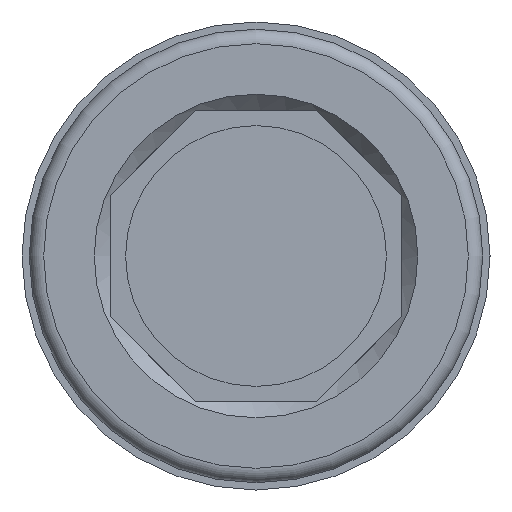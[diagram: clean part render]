
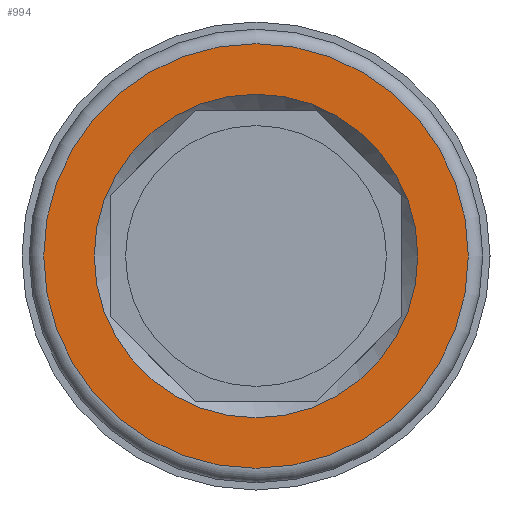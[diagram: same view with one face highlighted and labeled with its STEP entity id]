
A CAD part, left-side view. The second image highlights one B-rep face of the part: STEP entity #994.
In plain terms, the highlighted planar face has unit normal (-1, 0, 0).
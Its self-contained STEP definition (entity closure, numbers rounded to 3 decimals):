
#175=FACE_BOUND('',#397,.T.);
#293=FACE_OUTER_BOUND('',#396,.T.);
#396=EDGE_LOOP('',(#894));
#397=EDGE_LOOP('',(#895));
#451=CIRCLE('',#1109,5.6);
#455=CIRCLE('',#1122,7.35);
#537=VERTEX_POINT('',#1723);
#541=VERTEX_POINT('',#1743);
#652=EDGE_CURVE('',#537,#537,#451,.T.);
#659=EDGE_CURVE('',#541,#541,#455,.T.);
#894=ORIENTED_EDGE('',*,*,#659,.F.);
#895=ORIENTED_EDGE('',*,*,#652,.T.);
#925=PLANE('',#1123);
#994=ADVANCED_FACE('',(#293,#175),#925,.T.);
#1109=AXIS2_PLACEMENT_3D('',#1724,#1375,#1376);
#1122=AXIS2_PLACEMENT_3D('',#1744,#1404,#1405);
#1123=AXIS2_PLACEMENT_3D('',#1745,#1406,#1407);
#1375=DIRECTION('center_axis',(1.,0.,0.));
#1376=DIRECTION('ref_axis',(0.,1.,0.));
#1404=DIRECTION('center_axis',(1.,0.,0.));
#1405=DIRECTION('ref_axis',(0.,-1.,0.));
#1406=DIRECTION('center_axis',(-1.,0.,0.));
#1407=DIRECTION('ref_axis',(0.,0.,1.));
#1723=CARTESIAN_POINT('',(0.,5.6,0.));
#1724=CARTESIAN_POINT('Origin',(0.,0.,0.));
#1743=CARTESIAN_POINT('',(0.,7.35,0.));
#1744=CARTESIAN_POINT('Origin',(0.,0.,0.));
#1745=CARTESIAN_POINT('Origin',(0.,0.,0.));
